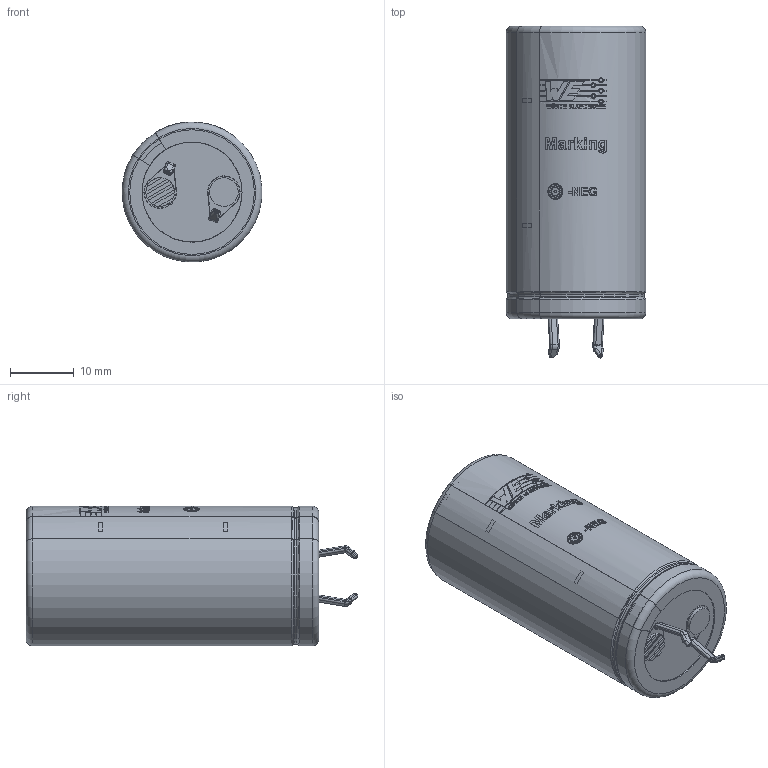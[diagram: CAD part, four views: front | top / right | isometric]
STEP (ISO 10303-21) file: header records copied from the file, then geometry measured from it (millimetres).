
FILE_DESCRIPTION( ( 'Unknown' ), '1' );
FILE_NAME( '22x46.stp', 'Unknown', ( 'Unknown' ), ( 'Unknown' ), 'PSStep 16.0.42', 'Unknown', ' ' );
FILE_SCHEMA( ( 'AUTOMOTIVE_DESIGN { 1 0 10303 214 1 1 1 1 }' ) );
Length unit declared in the file: millimetre
Products named in the file (1): 1
Bounding box: 21.96 x 52.14 x 21.97 mm (x, y, z)
Volume: 17095 mm3; surface area: 11383 mm2
Topology: 1 solids, 3 shells, 603 faces, 1519 edges, 976 vertices
Faces by surface type: plane 306, cylinder 126, bspline 121, torus 34, sphere 16
Full cylindrical faces by diameter (mm): 4.5 x2, 15.714 x1, 16.343 x1, 18.229 x1, 20.743 x1, 21.057 x1, 21.077 x1, 21.58 x2, 21.6 x2
Entity records: 25346 total; most frequent: CARTESIAN_POINT 8621, ORIENTED_EDGE 2920, DIRECTION 1564, EDGE_CURVE 1460, B_SPLINE_CURVE_WITH_KNOTS 1055, VERTEX_POINT 965, EDGE_LOOP 707, AXIS2_PLACEMENT_3D 676
